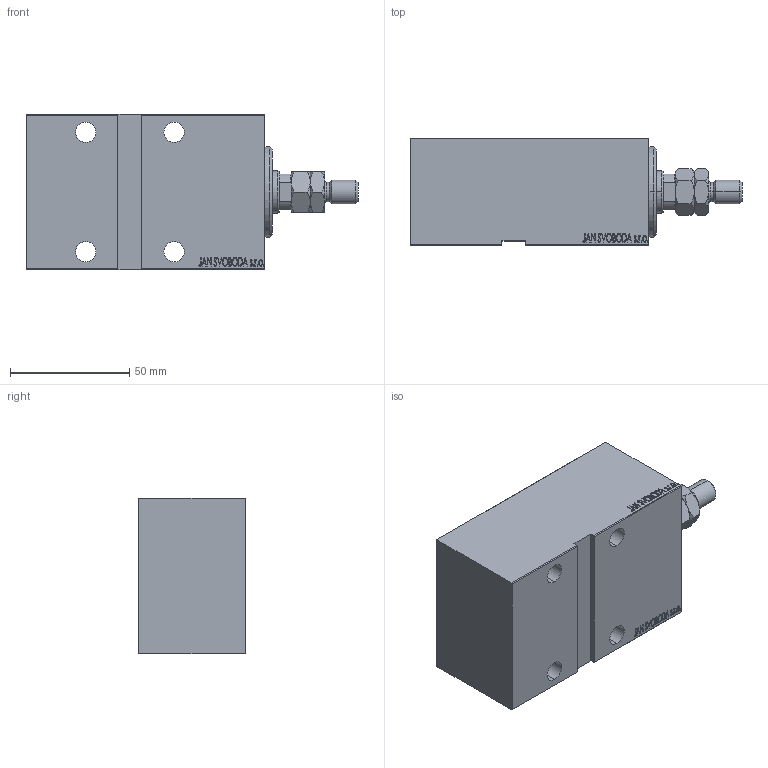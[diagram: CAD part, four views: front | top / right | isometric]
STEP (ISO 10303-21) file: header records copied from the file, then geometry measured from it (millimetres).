
FILE_DESCRIPTION (( 'STEP AP203' ), '1' );
FILE_NAME ('ea66.STEP', '2021-05-17T10:20:48', ( '' ), ( '' ), 'SwSTEP 2.0', 'SolidWorks 2019', '' );
FILE_SCHEMA (( 'CONFIG_CONTROL_DESIGN' ));
Length unit declared in the file: millimetre
Products named in the file (5): V450CM_VC_B 74cd67c60968f9a35e69254620ee63ce; V450CM_E_VCP 74cd67c60968f9a35e69254620ee63ce; MTA 74cd67c60968f9a35e69254620ee63ce; ea66; V450CM_E 74cd67c60968f9a35e69254620ee63ce
Assembly tree (4 placements, depth 2):
  ea66
    V450CM_E 74cd67c60968f9a35e69254620ee63ce
    V450CM_E_VCP 74cd67c60968f9a35e69254620ee63ce
    V450CM_VC_B 74cd67c60968f9a35e69254620ee63ce
    MTA 74cd67c60968f9a35e69254620ee63ce
Bounding box: 139 x 45 x 65 mm (x, y, z)
Volume: 271415.3 mm3; surface area: 55007.4 mm2
Topology: 4 solids, 4 shells, 892 faces, 2272 edges, 1495 vertices
Faces by surface type: plane 422, bspline 380, cylinder 46, cone 42, torus 2
Entity records: 44329 total; most frequent: CARTESIAN_POINT 24836, ORIENTED_EDGE 4540, DIRECTION 2624, EDGE_CURVE 2270, VERTEX_POINT 1495, LINE 1322, VECTOR 1322, EDGE_LOOP 1011
